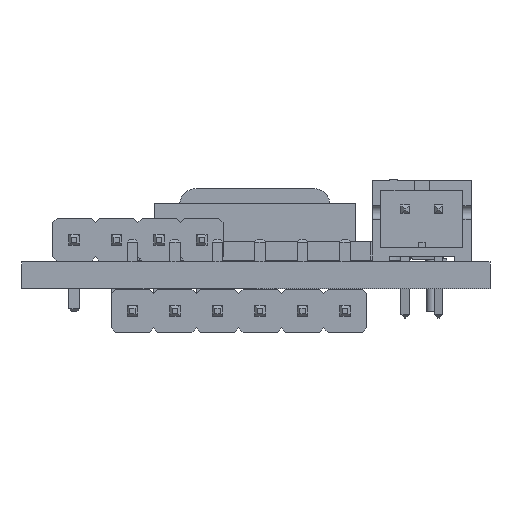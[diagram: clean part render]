
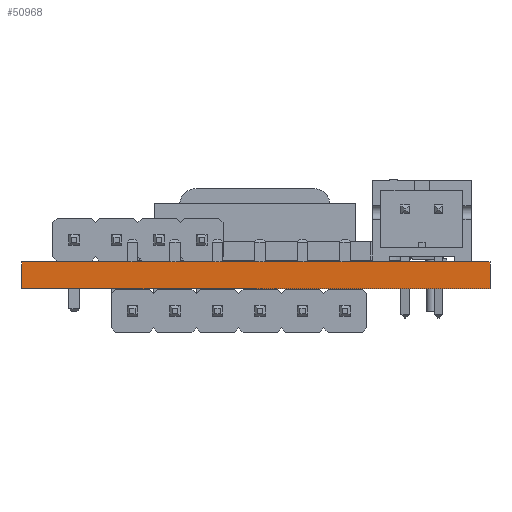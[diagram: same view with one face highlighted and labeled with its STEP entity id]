
A CAD part, front view. The second image highlights one B-rep face of the part: STEP entity #50968.
In plain terms, the highlighted planar face has unit normal (0, -1, 0).
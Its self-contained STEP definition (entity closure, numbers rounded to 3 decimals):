
#49038 = PLANE('',#49039);
#49039 = AXIS2_PLACEMENT_3D('',#49040,#49041,#49042);
#49040 = CARTESIAN_POINT('',(102.87,-91.839,1.6));
#49041 = DIRECTION('',(-0.,-0.,-1.));
#49042 = DIRECTION('',(-1.,0.,0.));
#49092 = PLANE('',#49093);
#49093 = AXIS2_PLACEMENT_3D('',#49094,#49095,#49096);
#49094 = CARTESIAN_POINT('',(102.87,-91.839,0.));
#49095 = DIRECTION('',(-0.,-0.,-1.));
#49096 = DIRECTION('',(-1.,0.,0.));
#49341 = VERTEX_POINT('',#49342);
#49342 = CARTESIAN_POINT('',(116.84,-120.65,0.));
#49356 = PLANE('',#49357);
#49357 = AXIS2_PLACEMENT_3D('',#49358,#49359,#49360);
#49358 = CARTESIAN_POINT('',(116.84,-82.55,0.));
#49359 = DIRECTION('',(1.,0.,-0.));
#49360 = DIRECTION('',(0.,-1.,0.));
#49368 = EDGE_CURVE('',#49341,#49369,#49371,.T.);
#49369 = VERTEX_POINT('',#49370);
#49370 = CARTESIAN_POINT('',(88.9,-120.65,0.));
#49371 = SURFACE_CURVE('',#49372,(#49376,#49383),.PCURVE_S1.);
#49372 = LINE('',#49373,#49374);
#49373 = CARTESIAN_POINT('',(116.84,-120.65,0.));
#49374 = VECTOR('',#49375,1.);
#49375 = DIRECTION('',(-1.,0.,0.));
#49376 = PCURVE('',#49092,#49377);
#49377 = DEFINITIONAL_REPRESENTATION('',(#49378),#49382);
#49378 = LINE('',#49379,#49380);
#49379 = CARTESIAN_POINT('',(-13.97,-28.811));
#49380 = VECTOR('',#49381,1.);
#49381 = DIRECTION('',(1.,0.));
#49382 = ( GEOMETRIC_REPRESENTATION_CONTEXT(2) 
PARAMETRIC_REPRESENTATION_CONTEXT() REPRESENTATION_CONTEXT('2D SPACE',''
  ) );
#49383 = PCURVE('',#49384,#49389);
#49384 = PLANE('',#49385);
#49385 = AXIS2_PLACEMENT_3D('',#49386,#49387,#49388);
#49386 = CARTESIAN_POINT('',(116.84,-120.65,0.));
#49387 = DIRECTION('',(0.,-1.,0.));
#49388 = DIRECTION('',(-1.,0.,0.));
#49389 = DEFINITIONAL_REPRESENTATION('',(#49390),#49394);
#49390 = LINE('',#49391,#49392);
#49391 = CARTESIAN_POINT('',(0.,-0.));
#49392 = VECTOR('',#49393,1.);
#49393 = DIRECTION('',(1.,0.));
#49394 = ( GEOMETRIC_REPRESENTATION_CONTEXT(2) 
PARAMETRIC_REPRESENTATION_CONTEXT() REPRESENTATION_CONTEXT('2D SPACE',''
  ) );
#49412 = PLANE('',#49413);
#49413 = AXIS2_PLACEMENT_3D('',#49414,#49415,#49416);
#49414 = CARTESIAN_POINT('',(88.9,-120.65,0.));
#49415 = DIRECTION('',(-1.,0.,0.));
#49416 = DIRECTION('',(0.,1.,0.));
#50137 = VERTEX_POINT('',#50138);
#50138 = CARTESIAN_POINT('',(116.84,-120.65,1.6));
#50159 = EDGE_CURVE('',#50137,#50160,#50162,.T.);
#50160 = VERTEX_POINT('',#50161);
#50161 = CARTESIAN_POINT('',(88.9,-120.65,1.6));
#50162 = SURFACE_CURVE('',#50163,(#50167,#50174),.PCURVE_S1.);
#50163 = LINE('',#50164,#50165);
#50164 = CARTESIAN_POINT('',(116.84,-120.65,1.6));
#50165 = VECTOR('',#50166,1.);
#50166 = DIRECTION('',(-1.,0.,0.));
#50167 = PCURVE('',#49038,#50168);
#50168 = DEFINITIONAL_REPRESENTATION('',(#50169),#50173);
#50169 = LINE('',#50170,#50171);
#50170 = CARTESIAN_POINT('',(-13.97,-28.811));
#50171 = VECTOR('',#50172,1.);
#50172 = DIRECTION('',(1.,0.));
#50173 = ( GEOMETRIC_REPRESENTATION_CONTEXT(2) 
PARAMETRIC_REPRESENTATION_CONTEXT() REPRESENTATION_CONTEXT('2D SPACE',''
  ) );
#50174 = PCURVE('',#49384,#50175);
#50175 = DEFINITIONAL_REPRESENTATION('',(#50176),#50180);
#50176 = LINE('',#50177,#50178);
#50177 = CARTESIAN_POINT('',(0.,-1.6));
#50178 = VECTOR('',#50179,1.);
#50179 = DIRECTION('',(1.,0.));
#50180 = ( GEOMETRIC_REPRESENTATION_CONTEXT(2) 
PARAMETRIC_REPRESENTATION_CONTEXT() REPRESENTATION_CONTEXT('2D SPACE',''
  ) );
#50918 = EDGE_CURVE('',#49369,#50160,#50919,.T.);
#50919 = SURFACE_CURVE('',#50920,(#50924,#50931),.PCURVE_S1.);
#50920 = LINE('',#50921,#50922);
#50921 = CARTESIAN_POINT('',(88.9,-120.65,0.));
#50922 = VECTOR('',#50923,1.);
#50923 = DIRECTION('',(0.,0.,1.));
#50924 = PCURVE('',#49412,#50925);
#50925 = DEFINITIONAL_REPRESENTATION('',(#50926),#50930);
#50926 = LINE('',#50927,#50928);
#50927 = CARTESIAN_POINT('',(0.,0.));
#50928 = VECTOR('',#50929,1.);
#50929 = DIRECTION('',(0.,-1.));
#50930 = ( GEOMETRIC_REPRESENTATION_CONTEXT(2) 
PARAMETRIC_REPRESENTATION_CONTEXT() REPRESENTATION_CONTEXT('2D SPACE',''
  ) );
#50931 = PCURVE('',#49384,#50932);
#50932 = DEFINITIONAL_REPRESENTATION('',(#50933),#50937);
#50933 = LINE('',#50934,#50935);
#50934 = CARTESIAN_POINT('',(27.94,0.));
#50935 = VECTOR('',#50936,1.);
#50936 = DIRECTION('',(0.,-1.));
#50937 = ( GEOMETRIC_REPRESENTATION_CONTEXT(2) 
PARAMETRIC_REPRESENTATION_CONTEXT() REPRESENTATION_CONTEXT('2D SPACE',''
  ) );
#50947 = EDGE_CURVE('',#49341,#50137,#50948,.T.);
#50948 = SURFACE_CURVE('',#50949,(#50953,#50960),.PCURVE_S1.);
#50949 = LINE('',#50950,#50951);
#50950 = CARTESIAN_POINT('',(116.84,-120.65,0.));
#50951 = VECTOR('',#50952,1.);
#50952 = DIRECTION('',(0.,0.,1.));
#50953 = PCURVE('',#49356,#50954);
#50954 = DEFINITIONAL_REPRESENTATION('',(#50955),#50959);
#50955 = LINE('',#50956,#50957);
#50956 = CARTESIAN_POINT('',(38.1,0.));
#50957 = VECTOR('',#50958,1.);
#50958 = DIRECTION('',(0.,-1.));
#50959 = ( GEOMETRIC_REPRESENTATION_CONTEXT(2) 
PARAMETRIC_REPRESENTATION_CONTEXT() REPRESENTATION_CONTEXT('2D SPACE',''
  ) );
#50960 = PCURVE('',#49384,#50961);
#50961 = DEFINITIONAL_REPRESENTATION('',(#50962),#50966);
#50962 = LINE('',#50963,#50964);
#50963 = CARTESIAN_POINT('',(0.,-0.));
#50964 = VECTOR('',#50965,1.);
#50965 = DIRECTION('',(0.,-1.));
#50966 = ( GEOMETRIC_REPRESENTATION_CONTEXT(2) 
PARAMETRIC_REPRESENTATION_CONTEXT() REPRESENTATION_CONTEXT('2D SPACE',''
  ) );
#50968 = ADVANCED_FACE('',(#50969),#49384,.T.);
#50969 = FACE_BOUND('',#50970,.T.);
#50970 = EDGE_LOOP('',(#50971,#50972,#50973,#50974));
#50971 = ORIENTED_EDGE('',*,*,#50947,.T.);
#50972 = ORIENTED_EDGE('',*,*,#50159,.T.);
#50973 = ORIENTED_EDGE('',*,*,#50918,.F.);
#50974 = ORIENTED_EDGE('',*,*,#49368,.F.);
